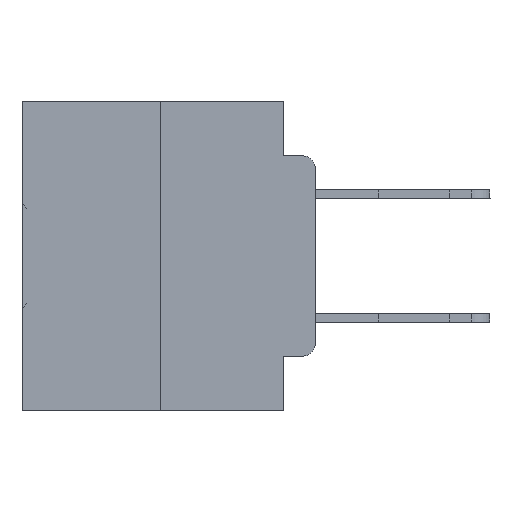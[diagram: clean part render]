
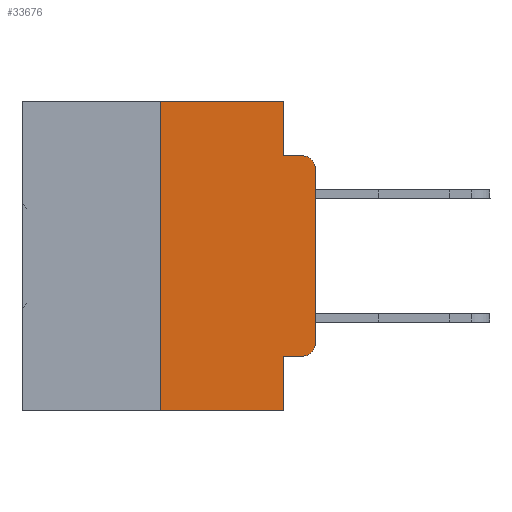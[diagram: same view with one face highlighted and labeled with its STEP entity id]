
A CAD part, left-side view. The second image highlights one B-rep face of the part: STEP entity #33676.
In plain terms, the highlighted planar face has unit normal (-1, 0, 0).
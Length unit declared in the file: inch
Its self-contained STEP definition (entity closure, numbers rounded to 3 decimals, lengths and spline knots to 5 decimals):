
#27 = CARTESIAN_POINT ( 'NONE',  ( 0., 0.051, -0.4115 ) ) ;
#109 = CARTESIAN_POINT ( 'NONE',  ( 0., 0.25, -0.5 ) ) ;
#451 = CARTESIAN_POINT ( 'NONE',  ( 0., 0., 0. ) ) ;
#866 = AXIS2_PLACEMENT_3D ( 'NONE', #26300, #1717, #32250 ) ;
#1717 = DIRECTION ( 'NONE',  ( -1., 0., 0. ) ) ;
#2150 = AXIS2_PLACEMENT_3D ( 'NONE', #16188, #32521, #32349 ) ;
#2170 = CARTESIAN_POINT ( 'NONE',  ( 0., 0.25, 0. ) ) ;
#2745 = VERTEX_POINT ( 'NONE', #29913 ) ;
#3408 = EDGE_CURVE ( 'NONE', #6483, #29842, #13083, .T. ) ;
#3548 = VERTEX_POINT ( 'NONE', #27600 ) ;
#4150 = EDGE_CURVE ( 'NONE', #25350, #27255, #14095, .T. ) ;
#4591 = LINE ( 'NONE', #27013, #6050 ) ;
#5486 = CARTESIAN_POINT ( 'NONE',  ( 0., 0.051, -0.0885 ) ) ;
#6050 = VECTOR ( 'NONE', #34769, 39.37008 ) ;
#6250 = VECTOR ( 'NONE', #26879, 39.37008 ) ;
#6483 = VERTEX_POINT ( 'NONE', #9810 ) ;
#7059 = DIRECTION ( 'NONE',  ( 0., 0., -1. ) ) ;
#7233 = DIRECTION ( 'NONE',  ( -1., 0., 0. ) ) ;
#7891 = VECTOR ( 'NONE', #28475, 39.37008 ) ;
#8013 = EDGE_CURVE ( 'NONE', #26634, #34668, #27195, .T. ) ;
#8330 = VECTOR ( 'NONE', #25028, 39.37008 ) ;
#8545 = ORIENTED_EDGE ( 'NONE', *, *, #23940, .F. ) ;
#9255 = ORIENTED_EDGE ( 'NONE', *, *, #28077, .T. ) ;
#9810 = CARTESIAN_POINT ( 'NONE',  ( 0., 0.25, 0. ) ) ;
#10894 = VECTOR ( 'NONE', #11401, 39.37008 ) ;
#11143 = FACE_OUTER_BOUND ( 'NONE', #24788, .T. ) ;
#11230 = CARTESIAN_POINT ( 'NONE',  ( 0., 0.051, -0.0885 ) ) ;
#11322 = DIRECTION ( 'NONE',  ( 0., 0., 1. ) ) ;
#11401 = DIRECTION ( 'NONE',  ( 0., 0., 1. ) ) ;
#11662 = ORIENTED_EDGE ( 'NONE', *, *, #3408, .F. ) ;
#13083 = LINE ( 'NONE', #21506, #6250 ) ;
#13711 = ORIENTED_EDGE ( 'NONE', *, *, #20867, .F. ) ;
#14095 = LINE ( 'NONE', #11230, #8330 ) ;
#14684 = CIRCLE ( 'NONE', #34758, 0.02 ) ;
#14985 = ORIENTED_EDGE ( 'NONE', *, *, #28101, .T. ) ;
#15369 = VECTOR ( 'NONE', #16538, 39.37008 ) ;
#15731 = LINE ( 'NONE', #26654, #16723 ) ;
#16046 = EDGE_CURVE ( 'NONE', #2745, #26634, #14684, .T. ) ;
#16188 = CARTESIAN_POINT ( 'NONE',  ( 0., 0.473, 0. ) ) ;
#16538 = DIRECTION ( 'NONE',  ( 0., -1., 0. ) ) ;
#16723 = VECTOR ( 'NONE', #31892, 39.37008 ) ;
#17334 = EDGE_CURVE ( 'NONE', #29842, #25350, #17700, .T. ) ;
#17700 = LINE ( 'NONE', #22707, #7891 ) ;
#18213 = CARTESIAN_POINT ( 'NONE',  ( 0., 0.051, 0. ) ) ;
#18661 = VERTEX_POINT ( 'NONE', #109 ) ;
#19136 = CARTESIAN_POINT ( 'NONE',  ( 0., 0.051, -0.4115 ) ) ;
#19592 = ORIENTED_EDGE ( 'NONE', *, *, #17334, .F. ) ;
#20867 = EDGE_CURVE ( 'NONE', #18661, #6483, #26752, .T. ) ;
#21506 = CARTESIAN_POINT ( 'NONE',  ( 0., 0.473, 0. ) ) ;
#21559 = LINE ( 'NONE', #27, #15369 ) ;
#22707 = CARTESIAN_POINT ( 'NONE',  ( 0., 0.051, 0. ) ) ;
#23940 = EDGE_CURVE ( 'NONE', #29638, #3548, #15731, .T. ) ;
#24788 = EDGE_LOOP ( 'NONE', ( #30042, #14985, #27322, #19592, #11662, #13711, #9255, #8545, #29855, #31327 ) ) ;
#25028 = DIRECTION ( 'NONE',  ( 0., -1., 0. ) ) ;
#25350 = VERTEX_POINT ( 'NONE', #5486 ) ;
#26300 = CARTESIAN_POINT ( 'NONE',  ( 0., 0.02, -0.1085 ) ) ;
#26634 = VERTEX_POINT ( 'NONE', #29949 ) ;
#26654 = CARTESIAN_POINT ( 'NONE',  ( 0., 0.051, 0. ) ) ;
#26752 = LINE ( 'NONE', #2170, #30392 ) ;
#26879 = DIRECTION ( 'NONE',  ( 0., -1., 0. ) ) ;
#27013 = CARTESIAN_POINT ( 'NONE',  ( 0., 0.473, -0.5 ) ) ;
#27113 = PLANE ( 'NONE',  #2150 ) ;
#27195 = LINE ( 'NONE', #451, #10894 ) ;
#27255 = VERTEX_POINT ( 'NONE', #29813 ) ;
#27322 = ORIENTED_EDGE ( 'NONE', *, *, #4150, .F. ) ;
#27600 = CARTESIAN_POINT ( 'NONE',  ( 0., 0.051, -0.5 ) ) ;
#28077 = EDGE_CURVE ( 'NONE', #18661, #3548, #4591, .T. ) ;
#28101 = EDGE_CURVE ( 'NONE', #34668, #27255, #33563, .T. ) ;
#28475 = DIRECTION ( 'NONE',  ( 0., 0., -1. ) ) ;
#29638 = VERTEX_POINT ( 'NONE', #19136 ) ;
#29813 = CARTESIAN_POINT ( 'NONE',  ( 0., 0.02, -0.0885 ) ) ;
#29842 = VERTEX_POINT ( 'NONE', #18213 ) ;
#29855 = ORIENTED_EDGE ( 'NONE', *, *, #35006, .T. ) ;
#29913 = CARTESIAN_POINT ( 'NONE',  ( 0., 0.02, -0.4115 ) ) ;
#29949 = CARTESIAN_POINT ( 'NONE',  ( 0., 0., -0.3915 ) ) ;
#30042 = ORIENTED_EDGE ( 'NONE', *, *, #8013, .T. ) ;
#30392 = VECTOR ( 'NONE', #11322, 39.37008 ) ;
#31327 = ORIENTED_EDGE ( 'NONE', *, *, #16046, .T. ) ;
#31649 = CARTESIAN_POINT ( 'NONE',  ( 0., 0.02, -0.3915 ) ) ;
#31892 = DIRECTION ( 'NONE',  ( 0., 0., -1. ) ) ;
#32250 = DIRECTION ( 'NONE',  ( 0., 0., -1. ) ) ;
#32349 = DIRECTION ( 'NONE',  ( 0., 0., -1. ) ) ;
#32521 = DIRECTION ( 'NONE',  ( 1., 0., 0. ) ) ;
#32909 = CARTESIAN_POINT ( 'NONE',  ( 0., 0., -0.1085 ) ) ;
#33563 = CIRCLE ( 'NONE', #866, 0.02 ) ;
#33676 = ADVANCED_FACE ( 'NONE', ( #11143 ), #27113, .F. ) ;
#34668 = VERTEX_POINT ( 'NONE', #32909 ) ;
#34758 = AXIS2_PLACEMENT_3D ( 'NONE', #31649, #7233, #7059 ) ;
#34769 = DIRECTION ( 'NONE',  ( 0., -1., 0. ) ) ;
#35006 = EDGE_CURVE ( 'NONE', #29638, #2745, #21559, .T. ) ;
